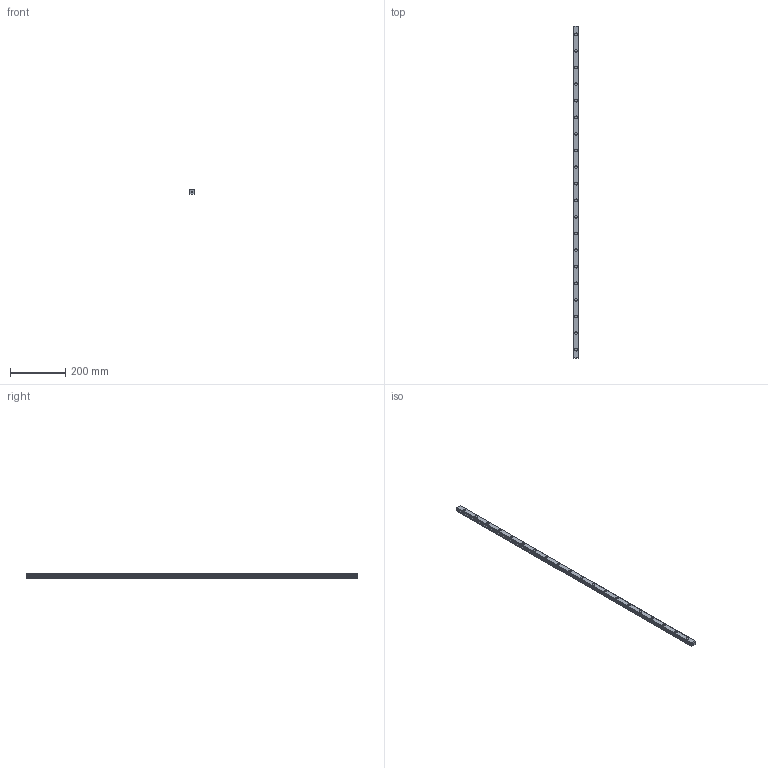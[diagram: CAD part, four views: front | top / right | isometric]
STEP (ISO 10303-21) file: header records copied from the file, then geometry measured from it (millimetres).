
FILE_DESCRIPTION(('STEP AP214'),'1');
FILE_NAME('cctmp_FD3C5AC4-782E-411D-8B12-7C9D2AB66BF2_2021_02_04_10_48_26_0069..stp','2021-02-04T09:48:26',('HIWIN GmbH'),('CADClick - www.CADClick.com'),'Spatial InterOp 3D',' ','unknown authorization');
FILE_SCHEMA(('AUTOMOTIVE_DESIGN'));
Length unit declared in the file: millimetre
Products named in the file (1): EGR20R1200C_FILE
Bounding box: 20 x 1200 x 15.5 mm (x, y, z)
Volume: 322023.2 mm3; surface area: 96286.6 mm2
Topology: 1 solids, 1 shells, 343 faces, 811 edges, 514 vertices
Faces by surface type: plane 205, cylinder 138
Entity records: 12669 total; most frequent: DIRECTION 1855, CARTESIAN_POINT 1669, ORIENTED_EDGE 1622, EDGE_CURVE 811, AXIS2_PLACEMENT_3D 700, VERTEX_POINT 514, LINE 455, VECTOR 455
